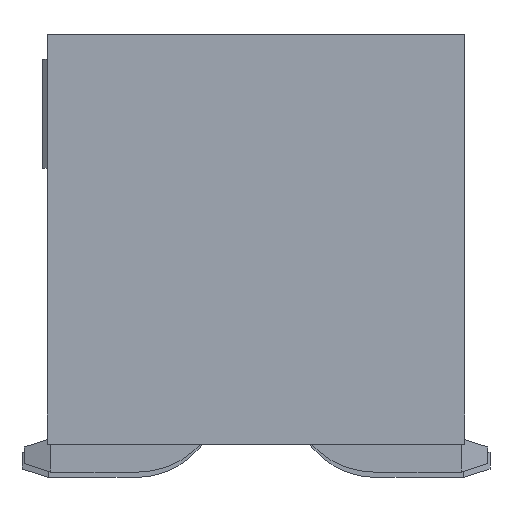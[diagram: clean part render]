
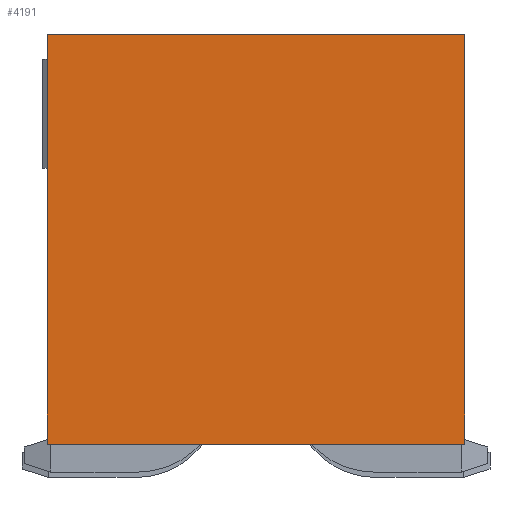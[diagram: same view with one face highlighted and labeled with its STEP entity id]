
A CAD part, left-side view. The second image highlights one B-rep face of the part: STEP entity #4191.
In plain terms, the highlighted face is planar.
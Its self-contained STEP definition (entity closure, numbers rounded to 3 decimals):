
#194=FACE_OUTER_BOUND('',#404,.T.);
#404=EDGE_LOOP('',(#3222,#3223,#3224,#3225));
#506=LINE('',#5545,#1074);
#741=LINE('',#6014,#1309);
#779=LINE('',#6076,#1347);
#882=LINE('',#6281,#1450);
#1074=VECTOR('',#4541,1000.);
#1309=VECTOR('',#4910,1000.);
#1347=VECTOR('',#4950,1000.);
#1450=VECTOR('',#5105,1000.);
#1642=VERTEX_POINT('',#5542);
#1643=VERTEX_POINT('',#5544);
#1810=VERTEX_POINT('',#6012);
#1833=VERTEX_POINT('',#6074);
#2010=EDGE_CURVE('',#1643,#1642,#506,.T.);
#2245=EDGE_CURVE('',#1642,#1810,#741,.T.);
#2283=EDGE_CURVE('',#1833,#1810,#779,.T.);
#2386=EDGE_CURVE('',#1643,#1833,#882,.T.);
#3222=ORIENTED_EDGE('',*,*,#2283,.F.);
#3223=ORIENTED_EDGE('',*,*,#2386,.F.);
#3224=ORIENTED_EDGE('',*,*,#2010,.T.);
#3225=ORIENTED_EDGE('',*,*,#2245,.T.);
#3819=PLANE('',#4413);
#4191=ADVANCED_FACE('',(#194),#3819,.T.);
#4413=AXIS2_PLACEMENT_3D('',#6284,#5109,#5110);
#4541=DIRECTION('',(0.,0.,-1.));
#4910=DIRECTION('',(0.,1.,0.));
#4950=DIRECTION('',(0.,0.,-1.));
#5105=DIRECTION('',(0.,1.,0.));
#5109=DIRECTION('center_axis',(1.,0.,0.));
#5110=DIRECTION('ref_axis',(0.,0.,-1.));
#5542=CARTESIAN_POINT('',(7.62,-2.5,-2.45));
#5544=CARTESIAN_POINT('',(7.62,-2.5,2.45));
#5545=CARTESIAN_POINT('',(7.62,-2.5,2.45));
#6012=CARTESIAN_POINT('',(7.62,2.5,-2.45));
#6014=CARTESIAN_POINT('',(7.62,-2.5,-2.45));
#6074=CARTESIAN_POINT('',(7.62,2.5,2.45));
#6076=CARTESIAN_POINT('',(7.62,2.5,2.45));
#6281=CARTESIAN_POINT('',(7.62,-2.5,2.45));
#6284=CARTESIAN_POINT('Origin',(7.62,-2.5,2.45));
